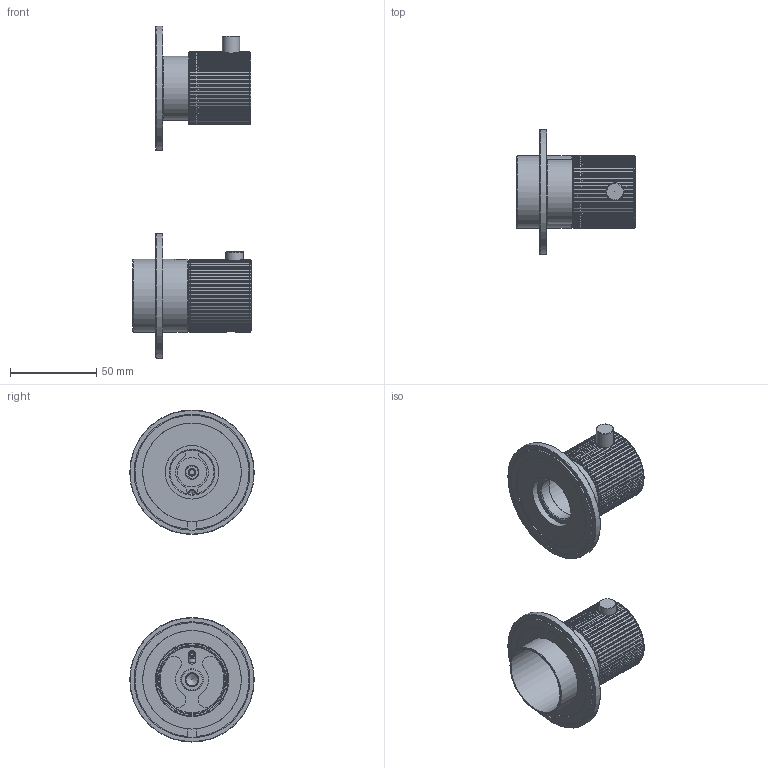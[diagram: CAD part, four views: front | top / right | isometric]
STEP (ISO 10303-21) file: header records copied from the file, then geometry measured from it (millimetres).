
FILE_DESCRIPTION(/* description */ ('Unknown'),/* implementation_level */ '2;1');
FILE_NAME(/* name */ 'GY7009R-00',/* time_stamp */ '2024-11-11T09:49:32+01:00',/* author */ ('Unknown'),/* organization */ ('Unknown'),/* preprocessor_version */ 'ST-DEVELOPER v19.4',/* originating_system */ 'Solid Edge',/* authorisation */ 'Unknown');
FILE_SCHEMA (('AUTOMOTIVE_DESIGN {1 0 10303 214 3 1 1}'));
Length unit declared in the file: millimetre
Products named in the file (21): GY7009R-00; GY7009REXT-00_oa_0; CB7001-02; CB7001-01; CB7001-03; CB0768-11; CB0768-10; CB7068-09; CB7068-07; CB7068-06; CB7068-05; CB7068-04; CB7068-03; GY7068-01; CB7080-01; GY7001-001_oa_1; GY7001-01; 100.000.01.10T.70C_10; 100.000.01.10T.70C_11; 100.000.01.10T.70C_12; 100.000.01.10T.70C_13
Assembly tree (21 placements, depth 4):
  GY7009R-00
    GY7009REXT-00_oa_0
      CB7001-02
      CB7001-01
      CB7001-03
      CB0768-11
      CB0768-10
      CB7068-09  x2
      CB7068-07
      CB7068-06
      CB7068-05
      CB7068-04
      CB7068-03
      GY7068-01
      CB7080-01
      GY7001-001_oa_1
        GY7001-01
        100.000.01.10T.70C_10
        100.000.01.10T.70C_11
        100.000.01.10T.70C_12
        100.000.01.10T.70C_13
Bounding box: 68.3 x 72 x 192 mm (x, y, z)
Volume: 72021.3 mm3; surface area: 67104.8 mm2
Topology: 19 solids, 19 shells, 2200 faces, 5174 edges, 3047 vertices
Faces by surface type: bspline 750, cylinder 666, plane 569, cone 190, torus 24, sphere 1
Full cylindrical faces by diameter (mm): 2 x1, 2.459 x1, 3 x1, 3.2 x1, 4 x21, 4.134 x2, 4.5 x2, 5 x27, 5.2 x2, 7 x1, 7.5 x1, 9.5 x1, 10 x3, 10.2 x1, 10.5 x1, 13 x1, 13.5 x1, 15.15 x2, 15.2 x1, 17 x1, 25.5 x1, 31 x2, 32 x1, 35 x1, 37 x1, 38 x2, 40 x1, 42 x1, 42.5 x2, 44.8 x1
Entity records: 70650 total; most frequent: CARTESIAN_POINT 25620, ORIENTED_EDGE 9652, DIRECTION 7764, EDGE_CURVE 4826, AXIS2_PLACEMENT_3D 3211, VERTEX_POINT 2958, FACE_BOUND 2500, EDGE_LOOP 2491
